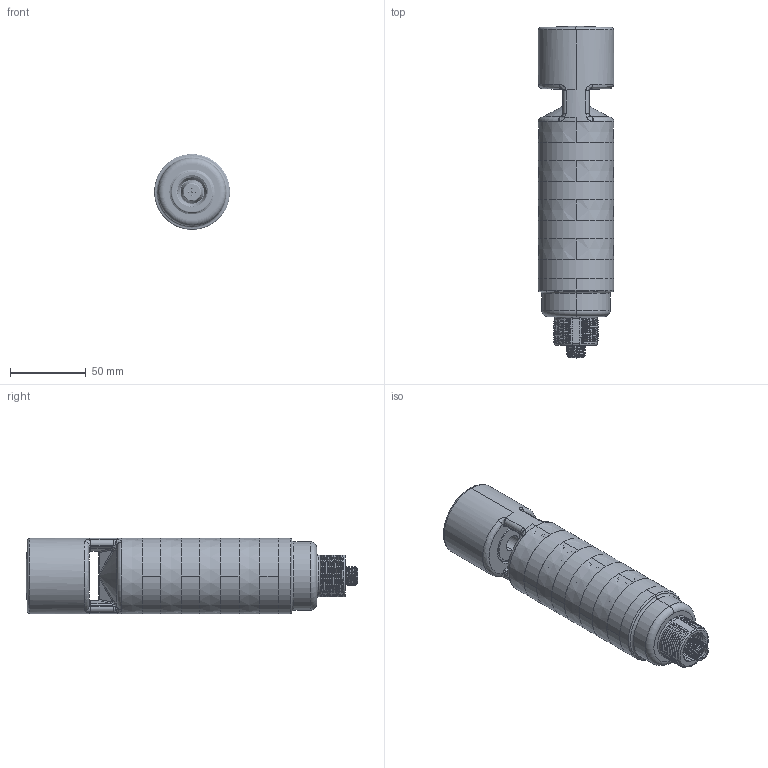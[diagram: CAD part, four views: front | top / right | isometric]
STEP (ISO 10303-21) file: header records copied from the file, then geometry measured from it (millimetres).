
FILE_DESCRIPTION((''),'2;1');
FILE_NAME('169569_ASM','2014-06-26T',('pdmadmin'),(''),'PRO/ENGINEER BY PARAMETRIC TECHNOLOGY CORPORATION, 2013230','PRO/ENGINEER BY PARAMETRIC TECHNOLOGY CORPORATION, 2013230','');
FILE_SCHEMA(('CONFIG_CONTROL_DESIGN'));
Products named in the file (10): 168245; 168246; 168302; 168401; 158948; 158231_WEB; 140410_GENERIC; 141960; 41089_NO_ORING; 169569_ASM
Assembly tree (15 placements, depth 2):
  169569_ASM
    168245
    168246
    168302
    168401
    158948  x4
    158231_WEB  x4
    140410_GENERIC
    141960
    41089_NO_ORING
Bounding box: 50 x 219.02 x 50 mm (x, y, z)
Volume: 139454 mm3; surface area: 133491.4 mm2
Topology: 15 solids, 15 shells, 2010 faces, 5211 edges, 3358 vertices
Faces by surface type: plane 904, cylinder 545, bspline 299, cone 192, torus 68, sphere 2
Entity records: 75344 total; most frequent: CARTESIAN_POINT 51357, ORIENTED_EDGE 5374, DIRECTION 4353, EDGE_CURVE 2687, VERTEX_POINT 1708, AXIS2_PLACEMENT_3D 1652, EDGE_LOOP 1139, FACE_OUTER_BOUND 1059
